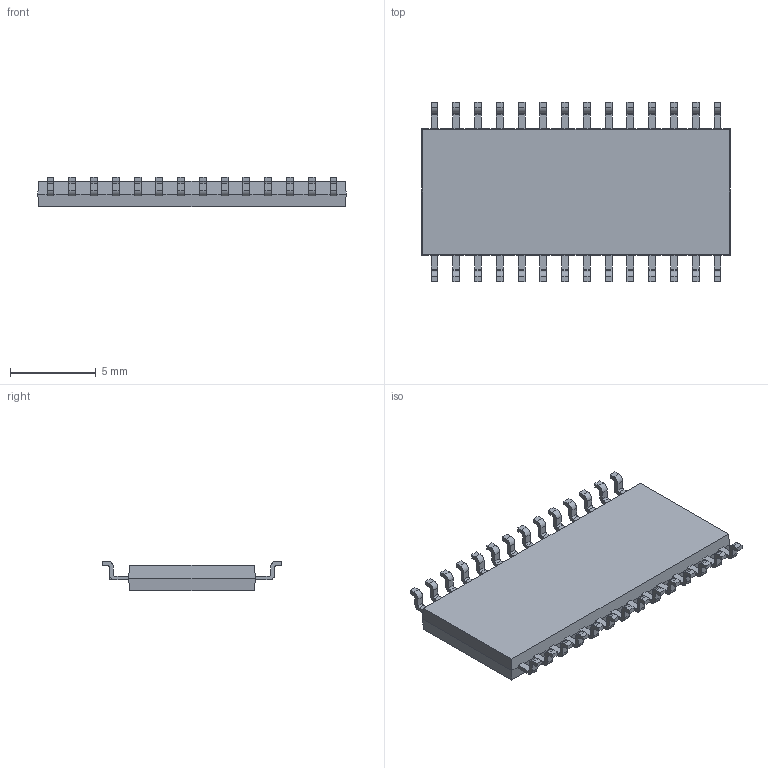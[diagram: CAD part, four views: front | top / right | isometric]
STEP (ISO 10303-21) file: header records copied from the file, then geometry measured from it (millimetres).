
FILE_DESCRIPTION(/* description */ ('MICROCONTROLADOR PIC16F18854'),/* implementation_level */ '2;1');
FILE_NAME(/* name */ 'PIC16F18854.stp',/* time_stamp */ '2020-12-04T06:14:33-03:00',/* author */ ('laguerre'),/* organization */ (''),/* preprocessor_version */ 'ST-DEVELOPER v17',/* originating_system */ 'Autodesk Inventor 2018',/* authorisation */ '');
FILE_SCHEMA (('AUTOMOTIVE_DESIGN { 1 0 10303 214 3 1 1 }'));
Length unit declared in the file: millimetre
Products named in the file (1): CE-MICRO-PIC16F18854
Bounding box: 18 x 10.48 x 1.75 mm (x, y, z)
Volume: 203 mm3; surface area: 415.5 mm2
Topology: 1 solids, 1 shells, 570 faces, 1643 edges, 1094 vertices
Faces by surface type: plane 362, cylinder 112, bspline 96
Full cylindrical faces by diameter (mm): 0.73 x1
Entity records: 19994 total; most frequent: CARTESIAN_POINT 4849, ORIENTED_EDGE 3286, DIRECTION 2625, EDGE_CURVE 1643, LINE 1227, VECTOR 1227, VERTEX_POINT 1094, AXIS2_PLACEMENT_3D 699
